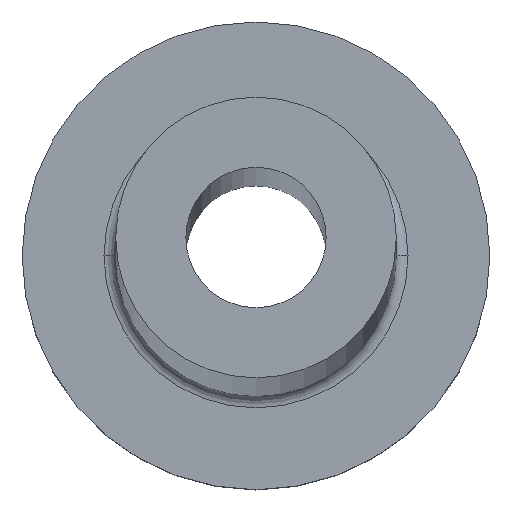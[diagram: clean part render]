
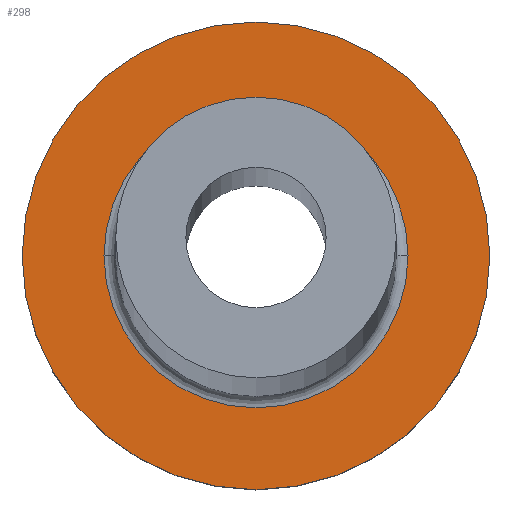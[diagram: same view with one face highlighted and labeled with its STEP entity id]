
A CAD part, top view. The second image highlights one B-rep face of the part: STEP entity #298.
In plain terms, the highlighted planar face has unit normal (0, 0, 1).
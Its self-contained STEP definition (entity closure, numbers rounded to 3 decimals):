
#2 = DIRECTION ( 'NONE',  ( 0., 0., 1. ) ) ;
#12 = EDGE_CURVE ( 'NONE', #99, #303, #121, .T. ) ;
#20 = EDGE_CURVE ( 'NONE', #156, #188, #175, .T. ) ;
#22 = AXIS2_PLACEMENT_3D ( 'NONE', #217, #58, #348 ) ;
#26 = FACE_BOUND ( 'NONE', #193, .T. ) ;
#36 = AXIS2_PLACEMENT_3D ( 'NONE', #54, #61, #318 ) ;
#38 = CARTESIAN_POINT ( 'NONE',  ( 10., 0., 7. ) ) ;
#53 = DIRECTION ( 'NONE',  ( 1., 0., 0. ) ) ;
#54 = CARTESIAN_POINT ( 'NONE',  ( 0., 0., 7. ) ) ;
#58 = DIRECTION ( 'NONE',  ( 0., 0., -1. ) ) ;
#61 = DIRECTION ( 'NONE',  ( 0., 0., 1. ) ) ;
#62 = AXIS2_PLACEMENT_3D ( 'NONE', #192, #2, #53 ) ;
#69 = DIRECTION ( 'NONE',  ( 0., 0., 1. ) ) ;
#79 = EDGE_LOOP ( 'NONE', ( #166, #274 ) ) ;
#95 = DIRECTION ( 'NONE',  ( 0., 0., -1. ) ) ;
#97 = ORIENTED_EDGE ( 'NONE', *, *, #20, .T. ) ;
#99 = VERTEX_POINT ( 'NONE', #38 ) ;
#115 = ORIENTED_EDGE ( 'NONE', *, *, #209, .T. ) ;
#121 = CIRCLE ( 'NONE', #36, 10. ) ;
#131 = FACE_OUTER_BOUND ( 'NONE', #79, .T. ) ;
#139 = DIRECTION ( 'NONE',  ( 1., 0., 0. ) ) ;
#146 = CARTESIAN_POINT ( 'NONE',  ( 0., 0., 7. ) ) ;
#156 = VERTEX_POINT ( 'NONE', #253 ) ;
#160 = CARTESIAN_POINT ( 'NONE',  ( -10., 0., 7. ) ) ;
#165 = AXIS2_PLACEMENT_3D ( 'NONE', #291, #69, #139 ) ;
#166 = ORIENTED_EDGE ( 'NONE', *, *, #380, .T. ) ;
#170 = CARTESIAN_POINT ( 'NONE',  ( 6.5, 0., 7. ) ) ;
#175 = CIRCLE ( 'NONE', #22, 6.5 ) ;
#188 = VERTEX_POINT ( 'NONE', #170 ) ;
#192 = CARTESIAN_POINT ( 'NONE',  ( 0., 0., 7. ) ) ;
#193 = EDGE_LOOP ( 'NONE', ( #115, #97 ) ) ;
#209 = EDGE_CURVE ( 'NONE', #188, #156, #362, .T. ) ;
#217 = CARTESIAN_POINT ( 'NONE',  ( 0., 0., 7. ) ) ;
#253 = CARTESIAN_POINT ( 'NONE',  ( -6.5, 0., 7. ) ) ;
#274 = ORIENTED_EDGE ( 'NONE', *, *, #12, .T. ) ;
#291 = CARTESIAN_POINT ( 'NONE',  ( 0., 0., 7. ) ) ;
#298 = ADVANCED_FACE ( 'NONE', ( #26, #131 ), #381, .T. ) ;
#303 = VERTEX_POINT ( 'NONE', #160 ) ;
#312 = AXIS2_PLACEMENT_3D ( 'NONE', #146, #95, #334 ) ;
#318 = DIRECTION ( 'NONE',  ( 1., 0., 0. ) ) ;
#334 = DIRECTION ( 'NONE',  ( 1., 0., 0. ) ) ;
#344 = CIRCLE ( 'NONE', #165, 10. ) ;
#348 = DIRECTION ( 'NONE',  ( 1., 0., 0. ) ) ;
#362 = CIRCLE ( 'NONE', #312, 6.5 ) ;
#380 = EDGE_CURVE ( 'NONE', #303, #99, #344, .T. ) ;
#381 = PLANE ( 'NONE',  #62 ) ;
